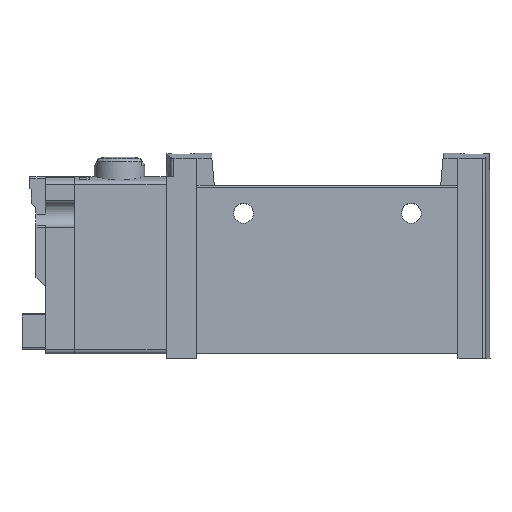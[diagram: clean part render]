
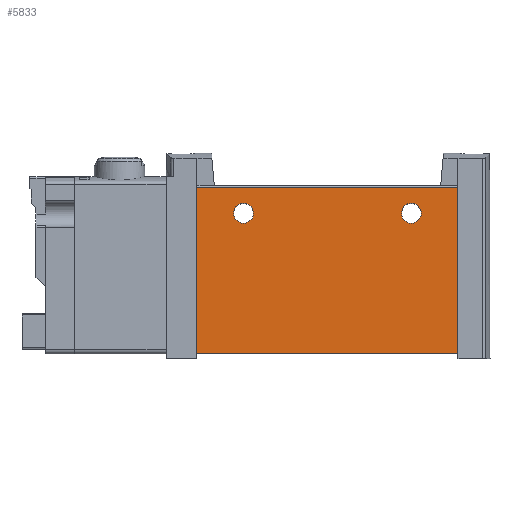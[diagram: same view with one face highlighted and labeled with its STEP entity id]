
A CAD part, top view. The second image highlights one B-rep face of the part: STEP entity #5833.
In plain terms, the highlighted planar face has unit normal (0, 0, 1).
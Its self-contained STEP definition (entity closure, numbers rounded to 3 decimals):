
#63=PLANE('',#6265);
#345=CIRCLE('',#6266,1.6);
#346=CIRCLE('',#6267,1.6);
#558=LINE('',#8856,#1188);
#569=LINE('',#8884,#1199);
#572=LINE('',#8892,#1202);
#575=LINE('',#8900,#1205);
#1188=VECTOR('',#6974,1000.);
#1199=VECTOR('',#6999,1000.);
#1202=VECTOR('',#7006,1000.);
#1205=VECTOR('',#7015,1000.);
#1982=ORIENTED_EDGE('',*,*,#3671,.F.);
#1983=ORIENTED_EDGE('',*,*,#3672,.F.);
#1984=ORIENTED_EDGE('',*,*,#3649,.T.);
#1985=ORIENTED_EDGE('',*,*,#3673,.F.);
#1986=ORIENTED_EDGE('',*,*,#3664,.F.);
#1987=ORIENTED_EDGE('',*,*,#3668,.T.);
#3649=EDGE_CURVE('',#4493,#4492,#558,.T.);
#3664=EDGE_CURVE('',#4502,#4503,#569,.T.);
#3668=EDGE_CURVE('',#4502,#4493,#572,.T.);
#3671=EDGE_CURVE('',#4506,#4506,#345,.F.);
#3672=EDGE_CURVE('',#4507,#4507,#346,.F.);
#3673=EDGE_CURVE('',#4503,#4492,#575,.T.);
#4492=VERTEX_POINT('',#8855);
#4493=VERTEX_POINT('',#8857);
#4502=VERTEX_POINT('',#8883);
#4503=VERTEX_POINT('',#8885);
#4506=VERTEX_POINT('',#8897);
#4507=VERTEX_POINT('',#8899);
#4983=EDGE_LOOP('',(#1982));
#4984=EDGE_LOOP('',(#1983));
#4985=EDGE_LOOP('',(#1984,#1985,#1986,#1987));
#5378=FACE_BOUND('',#4983,.T.);
#5379=FACE_BOUND('',#4984,.T.);
#5380=FACE_BOUND('',#4985,.T.);
#5833=ADVANCED_FACE('',(#5378,#5379,#5380),#63,.F.);
#6265=AXIS2_PLACEMENT_3D('',#8895,#7009,#7010);
#6266=AXIS2_PLACEMENT_3D('',#8896,#7011,#7012);
#6267=AXIS2_PLACEMENT_3D('',#8898,#7013,#7014);
#6974=DIRECTION('',(0.,-1.,0.));
#6999=DIRECTION('',(0.,-1.,0.));
#7006=DIRECTION('',(-1.,0.,0.));
#7009=DIRECTION('',(0.,0.,-1.));
#7010=DIRECTION('',(-1.,0.,0.));
#7011=DIRECTION('',(0.,0.,-1.));
#7012=DIRECTION('',(-1.,0.,0.));
#7013=DIRECTION('',(0.,0.,-1.));
#7014=DIRECTION('',(-1.,0.,0.));
#7015=DIRECTION('',(-1.,0.,0.));
#8855=CARTESIAN_POINT('',(-21.,0.,5.1));
#8856=CARTESIAN_POINT('',(-21.,26.7,5.1));
#8857=CARTESIAN_POINT('',(-21.,26.7,5.1));
#8883=CARTESIAN_POINT('',(21.,26.7,5.1));
#8884=CARTESIAN_POINT('',(21.,26.7,5.1));
#8885=CARTESIAN_POINT('',(21.,0.,5.1));
#8892=CARTESIAN_POINT('',(21.,26.7,5.1));
#8895=CARTESIAN_POINT('',(21.,26.7,5.1));
#8896=CARTESIAN_POINT('',(-13.5,22.6,5.1));
#8897=CARTESIAN_POINT('',(-15.1,22.6,5.1));
#8898=CARTESIAN_POINT('',(13.5,22.6,5.1));
#8899=CARTESIAN_POINT('',(11.9,22.6,5.1));
#8900=CARTESIAN_POINT('',(21.,0.,5.1));
